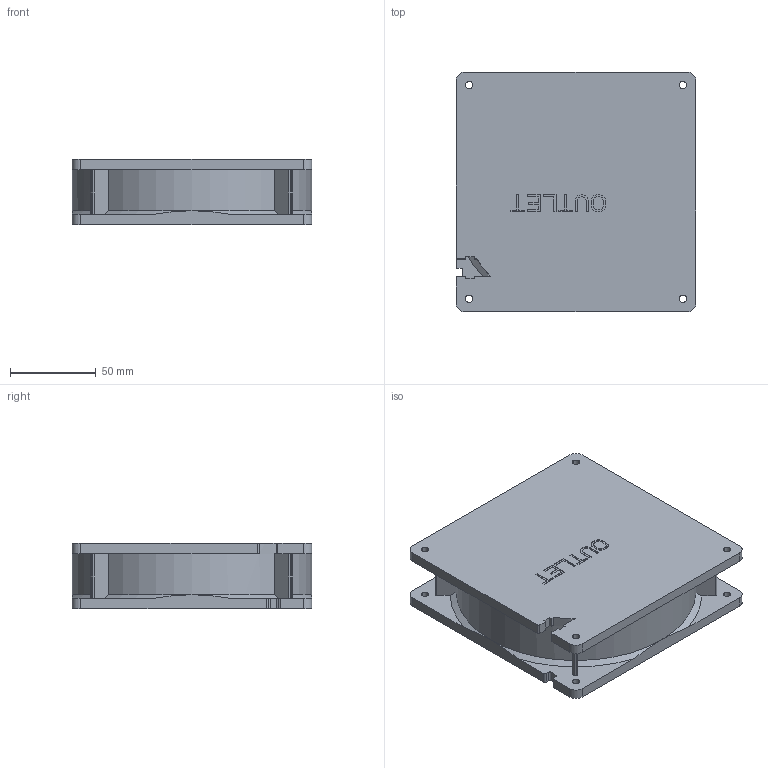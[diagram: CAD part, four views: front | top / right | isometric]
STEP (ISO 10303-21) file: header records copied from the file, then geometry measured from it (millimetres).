
FILE_DESCRIPTION((''),'2;1');
FILE_NAME('PRT0001','2017-09-23T',('DJOKOVIC.LIU'),(''),'CREO PARAMETRIC BY PTC INC, 2015080','CREO PARAMETRIC BY PTC INC, 2015080','');
FILE_SCHEMA(('CONFIG_CONTROL_DESIGN'));
Length unit declared in the file: millimetre
Products named in the file (1): PRT0001
Bounding box: 139.7 x 139.7 x 38 mm (x, y, z)
Volume: 615444.8 mm3; surface area: 67832.8 mm2
Topology: 1 solids, 1 shells, 262 faces, 732 edges, 485 vertices
Faces by surface type: plane 204, cylinder 46, cone 12
Entity records: 8453 total; most frequent: CARTESIAN_POINT 1568, ORIENTED_EDGE 1464, DIRECTION 1350, EDGE_CURVE 732, VECTOR 590, LINE 590, VERTEX_POINT 485, AXIS2_PLACEMENT_3D 380
